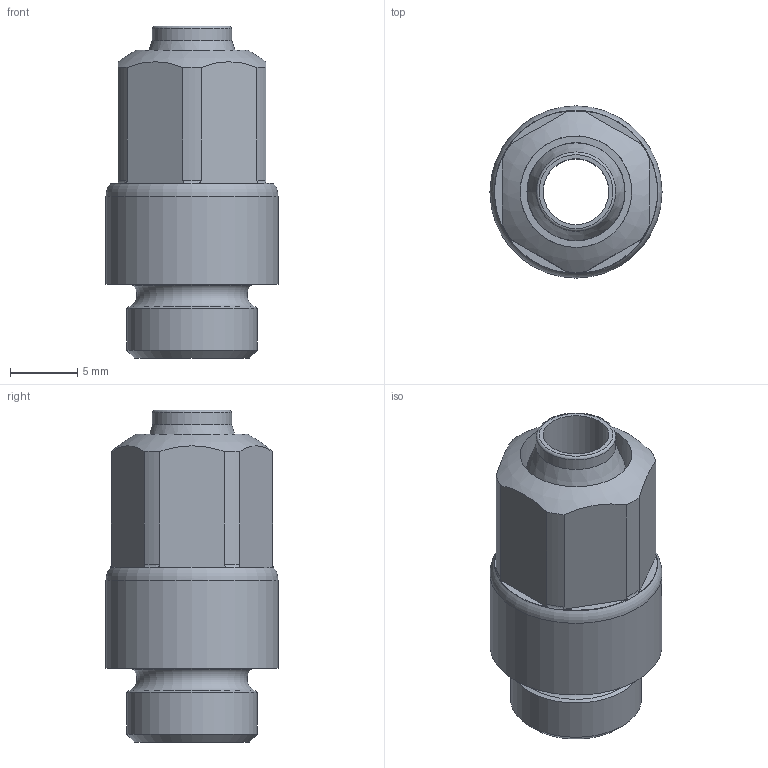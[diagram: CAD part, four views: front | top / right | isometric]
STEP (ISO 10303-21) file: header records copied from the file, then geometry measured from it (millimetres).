
FILE_DESCRIPTION(/* description */ ('STEP AP214'),/* implementation_level */ '2;1');
FILE_NAME(/* name */ '1490383_NPCK-C-D-G18-K8',/* time_stamp */ '2024-09-11T04:25:46+02:00',/* author */ ('License CC BY-ND 4.0'),/* organization */ ('CADENAS'),/* preprocessor_version */ 'ST-DEVELOPER v19.3',/* originating_system */ 'PARTsolutions',/* authorisation */ ' ');
FILE_SCHEMA (('AUTOMOTIVE_DESIGN {1 0 10303 214 3 1 1}'));
Length unit declared in the file: millimetre
Products named in the file (4): 1490383 NPCK-C-D-G18-K8; 1490383 NPCK-C-D-G18-K8---(S); 2652516 NPAS-C1-R-G18-P-FD-P10; 1490383 NPCK-C-D-G18-K8---(U)
Assembly tree (3 placements, depth 2):
  1490383 NPCK-C-D-G18-K8
    1490383 NPCK-C-D-G18-K8---(S)
    2652516 NPAS-C1-R-G18-P-FD-P10
    1490383 NPCK-C-D-G18-K8---(U)
Bounding box: 12.8 x 12.8 x 24.7 mm (x, y, z)
Volume: 1809.6 mm3; surface area: 2617.5 mm2
Topology: 3 solids, 3 shells, 76 faces, 173 edges, 107 vertices
Faces by surface type: plane 34, cylinder 19, cone 15, torus 7, sphere 1
Full cylindrical faces by diameter (mm): 4.9 x1, 5.9 x1, 6.8 x1, 8.3 x1, 8.376 x1, 9.728 x1, 9.85 x1, 10 x1, 10.5 x1, 11.55 x1, 11.7 x2, 12.8 x1
Entity records: 2099 total; most frequent: CARTESIAN_POINT 430, DIRECTION 336, ORIENTED_EDGE 278, AXIS2_PLACEMENT_3D 147, EDGE_CURVE 139, EDGE_LOOP 116, FACE_BOUND 116, VERTEX_POINT 103
